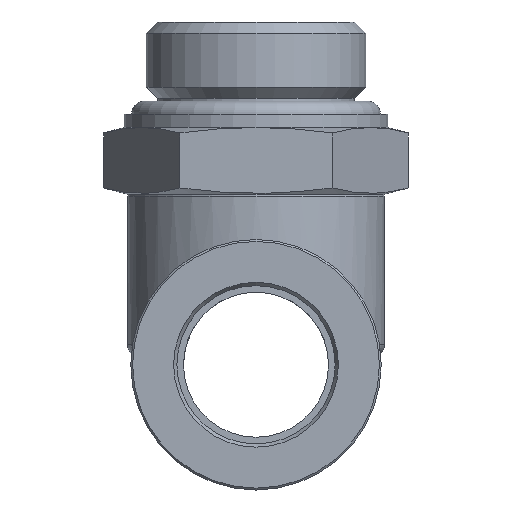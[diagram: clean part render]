
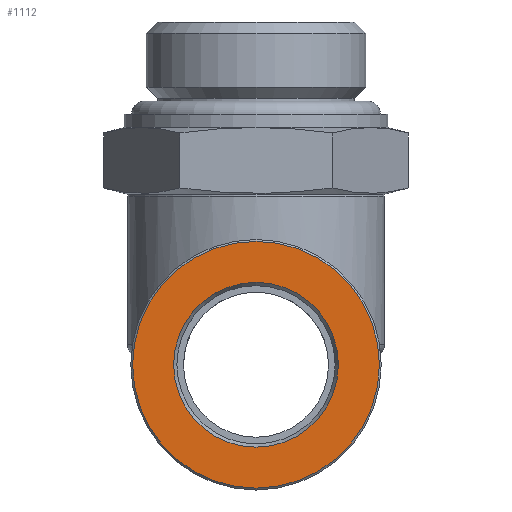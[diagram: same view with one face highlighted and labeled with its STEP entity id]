
A CAD part, left-side view. The second image highlights one B-rep face of the part: STEP entity #1112.
In plain terms, the highlighted planar face has unit normal (-1, 0, 0).
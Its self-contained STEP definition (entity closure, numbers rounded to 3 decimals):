
#38=PLANE('',#1191);
#137=ORIENTED_EDGE('',*,*,#295,.F.);
#138=ORIENTED_EDGE('',*,*,#296,.T.);
#295=EDGE_CURVE('',#379,#379,#437,.T.);
#296=EDGE_CURVE('',#380,#380,#438,.T.);
#379=VERTEX_POINT('',#1610);
#380=VERTEX_POINT('',#1612);
#437=CIRCLE('',#1192,9.359);
#438=CIRCLE('',#1193,6.25);
#499=EDGE_LOOP('',(#137));
#500=EDGE_LOOP('',(#138));
#601=FACE_BOUND('',#499,.T.);
#602=FACE_BOUND('',#500,.T.);
#1112=ADVANCED_FACE('',(#601,#602),#38,.F.);
#1191=AXIS2_PLACEMENT_3D('',#1608,#1331,#1332);
#1192=AXIS2_PLACEMENT_3D('',#1609,#1333,#1334);
#1193=AXIS2_PLACEMENT_3D('',#1611,#1335,#1336);
#1331=DIRECTION('',(1.,0.,0.));
#1332=DIRECTION('',(0.,0.,-1.));
#1333=DIRECTION('',(1.,0.,0.));
#1334=DIRECTION('',(0.,0.,-1.));
#1335=DIRECTION('',(1.,0.,0.));
#1336=DIRECTION('',(0.,0.,-1.));
#1608=CARTESIAN_POINT('',(-28.5,0.,0.));
#1609=CARTESIAN_POINT('',(-28.5,0.,0.));
#1610=CARTESIAN_POINT('',(-28.5,0.,-9.359));
#1611=CARTESIAN_POINT('',(-28.5,0.,0.));
#1612=CARTESIAN_POINT('',(-28.5,0.,-6.25));
